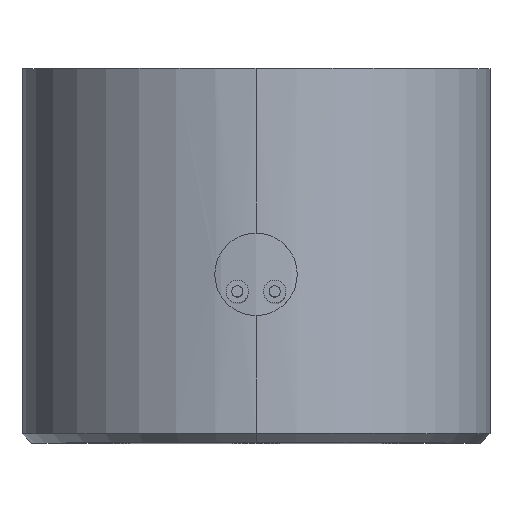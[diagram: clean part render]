
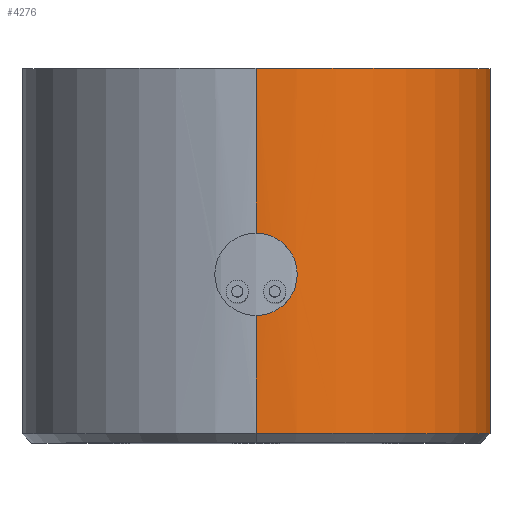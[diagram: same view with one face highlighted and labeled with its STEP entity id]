
A CAD part, top view. The second image highlights one B-rep face of the part: STEP entity #4276.
In plain terms, the highlighted cylindrical face has radius 12.5 mm (diameter 25 mm), a partial arc.
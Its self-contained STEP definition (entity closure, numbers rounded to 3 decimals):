
#198 = DIRECTION ( 'NONE',  ( 0., 0., 1. ) ) ;
#199 = AXIS2_PLACEMENT_3D ( 'NONE', #244, #233, #198 ) ;
#200 = CIRCLE ( 'NONE', #199, 12.5 ) ;
#233 = DIRECTION ( 'NONE',  ( 0., 1., 0. ) ) ;
#244 = CARTESIAN_POINT ( 'NONE',  ( 0., -19.5, 0. ) ) ;
#264 = CARTESIAN_POINT ( 'NONE',  ( 0., -19.5, -12.5 ) ) ;
#295 = CARTESIAN_POINT ( 'NONE',  ( 2.2, -11., 12.305 ) ) ;
#315 = CARTESIAN_POINT ( 'NONE',  ( 0., -20., -12.5 ) ) ;
#316 = LINE ( 'NONE', #315, #378 ) ;
#377 = DIRECTION ( 'NONE',  ( 0., 1., 0. ) ) ;
#378 = VECTOR ( 'NONE', #377, 1000. ) ;
#650 = CYLINDRICAL_SURFACE ( 'NONE', #657, 12.5 ) ;
#652 = DIRECTION ( 'NONE',  ( 0., 0., 1. ) ) ;
#654 = DIRECTION ( 'NONE',  ( 0., 1., 0. ) ) ;
#657 = AXIS2_PLACEMENT_3D ( 'NONE', #663, #654, #652 ) ;
#663 = CARTESIAN_POINT ( 'NONE',  ( 0., -20., 0. ) ) ;
#666 = DIRECTION ( 'NONE',  ( 0., 1., 0. ) ) ;
#673 = CARTESIAN_POINT ( 'NONE',  ( 0., -13.2, 12.5 ) ) ;
#678 = DIRECTION ( 'NONE',  ( 0., 0., 1. ) ) ;
#679 = AXIS2_PLACEMENT_3D ( 'NONE', #680, #790, #678 ) ;
#680 = CARTESIAN_POINT ( 'NONE',  ( 0., 0., 0. ) ) ;
#707 = B_SPLINE_CURVE_WITH_KNOTS ( 'NONE', 3,
 ( #708, #761, #760, #759, #758, #757, #756, #755, #754, #753, #752, #751, #750, #749, #748, #747, #746, #745 ),
 .UNSPECIFIED., .F., .F.,
 ( 4, 2, 2, 2, 2, 2, 2, 2, 4 ),
 ( 0.003, 0.004, 0.004, 0.005, 0.005, 0.006, 0.006, 0.006, 0.007 ),
 .UNSPECIFIED. ) ;
#708 = CARTESIAN_POINT ( 'NONE',  ( 2.2, -11., 12.305 ) ) ;
#722 = VECTOR ( 'NONE', #666, 1000. ) ;
#723 = CARTESIAN_POINT ( 'NONE',  ( 0., -20., 12.5 ) ) ;
#724 = LINE ( 'NONE', #723, #722 ) ;
#740 = FACE_OUTER_BOUND ( 'NONE', #4248, .T. ) ;
#745 = CARTESIAN_POINT ( 'NONE',  ( 0., -8.8, 12.5 ) ) ;
#746 = CARTESIAN_POINT ( 'NONE',  ( 0.144, -8.8, 12.5 ) ) ;
#747 = CARTESIAN_POINT ( 'NONE',  ( 0.29, -8.814, 12.497 ) ) ;
#748 = CARTESIAN_POINT ( 'NONE',  ( 0.572, -8.871, 12.488 ) ) ;
#749 = CARTESIAN_POINT ( 'NONE',  ( 0.709, -8.913, 12.481 ) ) ;
#750 = CARTESIAN_POINT ( 'NONE',  ( 0.975, -9.023, 12.463 ) ) ;
#751 = CARTESIAN_POINT ( 'NONE',  ( 1.104, -9.092, 12.452 ) ) ;
#752 = CARTESIAN_POINT ( 'NONE',  ( 1.342, -9.251, 12.428 ) ) ;
#753 = CARTESIAN_POINT ( 'NONE',  ( 1.453, -9.342, 12.416 ) ) ;
#754 = CARTESIAN_POINT ( 'NONE',  ( 1.658, -9.546, 12.39 ) ) ;
#755 = CARTESIAN_POINT ( 'NONE',  ( 1.749, -9.658, 12.377 ) ) ;
#756 = CARTESIAN_POINT ( 'NONE',  ( 1.908, -9.896, 12.354 ) ) ;
#757 = CARTESIAN_POINT ( 'NONE',  ( 1.977, -10.024, 12.343 ) ) ;
#758 = CARTESIAN_POINT ( 'NONE',  ( 2.087, -10.291, 12.325 ) ) ;
#759 = CARTESIAN_POINT ( 'NONE',  ( 2.129, -10.428, 12.317 ) ) ;
#760 = CARTESIAN_POINT ( 'NONE',  ( 2.186, -10.71, 12.307 ) ) ;
#761 = CARTESIAN_POINT ( 'NONE',  ( 2.2, -10.856, 12.305 ) ) ;
#763 = CIRCLE ( 'NONE', #679, 12.5 ) ;
#773 = CARTESIAN_POINT ( 'NONE',  ( 0., 0., -12.5 ) ) ;
#790 = DIRECTION ( 'NONE',  ( 0., 1., 0. ) ) ;
#805 = CARTESIAN_POINT ( 'NONE',  ( 0., 0., 12.5 ) ) ;
#860 = CARTESIAN_POINT ( 'NONE',  ( 0.977, -12.976, 12.462 ) ) ;
#861 = CARTESIAN_POINT ( 'NONE',  ( 0.71, -13.087, 12.481 ) ) ;
#870 = CARTESIAN_POINT ( 'NONE',  ( 0., -13.2, 12.5 ) ) ;
#882 = VECTOR ( 'NONE', #1035, 1000. ) ;
#883 = LINE ( 'NONE', #886, #882 ) ;
#885 = CARTESIAN_POINT ( 'NONE',  ( 2.2, -11., 12.305 ) ) ;
#886 = CARTESIAN_POINT ( 'NONE',  ( 0., -20., 12.5 ) ) ;
#915 = CARTESIAN_POINT ( 'NONE',  ( 0.571, -13.13, 12.488 ) ) ;
#916 = CARTESIAN_POINT ( 'NONE',  ( 0.289, -13.186, 12.497 ) ) ;
#917 = CARTESIAN_POINT ( 'NONE',  ( 0.146, -13.2, 12.5 ) ) ;
#938 = B_SPLINE_CURVE_WITH_KNOTS ( 'NONE', 3,
 ( #870, #917, #916, #915, #861, #860, #1017, #1016, #1015, #1020, #1019, #1018, #1005, #1004, #1003, #885 ),
 .UNSPECIFIED., .F., .F.,
 ( 4, 2, 2, 2, 2, 2, 2, 4 ),
 ( 0., 0., 0.001, 0.001, 0.002, 0.003, 0.003, 0.003 ),
 .UNSPECIFIED. ) ;
#1003 = CARTESIAN_POINT ( 'NONE',  ( 2.2, -11.144, 12.305 ) ) ;
#1004 = CARTESIAN_POINT ( 'NONE',  ( 2.186, -11.287, 12.307 ) ) ;
#1005 = CARTESIAN_POINT ( 'NONE',  ( 2.13, -11.571, 12.317 ) ) ;
#1015 = CARTESIAN_POINT ( 'NONE',  ( 1.455, -12.656, 12.415 ) ) ;
#1016 = CARTESIAN_POINT ( 'NONE',  ( 1.342, -12.749, 12.428 ) ) ;
#1017 = CARTESIAN_POINT ( 'NONE',  ( 1.103, -12.909, 12.452 ) ) ;
#1018 = CARTESIAN_POINT ( 'NONE',  ( 2.087, -11.71, 12.325 ) ) ;
#1019 = CARTESIAN_POINT ( 'NONE',  ( 1.923, -12.107, 12.352 ) ) ;
#1020 = CARTESIAN_POINT ( 'NONE',  ( 1.759, -12.352, 12.377 ) ) ;
#1023 = CARTESIAN_POINT ( 'NONE',  ( 0., -8.8, 12.5 ) ) ;
#1035 = DIRECTION ( 'NONE',  ( 0., 1., 0. ) ) ;
#2510 = CARTESIAN_POINT ( 'NONE',  ( 0., -19.5, 12.5 ) ) ;
#4125 = EDGE_CURVE ( 'NONE', #6585, #4197, #200, .T. ) ;
#4197 = VERTEX_POINT ( 'NONE', #264 ) ;
#4205 = VERTEX_POINT ( 'NONE', #295 ) ;
#4223 = ORIENTED_EDGE ( 'NONE', *, *, #4329, .F. ) ;
#4224 = EDGE_CURVE ( 'NONE', #4197, #4323, #316, .T. ) ;
#4225 = ORIENTED_EDGE ( 'NONE', *, *, #4244, .F. ) ;
#4244 = EDGE_CURVE ( 'NONE', #4266, #4323, #763, .T. ) ;
#4247 = ORIENTED_EDGE ( 'NONE', *, *, #4224, .T. ) ;
#4248 = EDGE_LOOP ( 'NONE', ( #4269, #4247, #4225, #4277, #4280, #4223, #4273 ) ) ;
#4249 = EDGE_CURVE ( 'NONE', #4205, #4336, #707, .T. ) ;
#4266 = VERTEX_POINT ( 'NONE', #805 ) ;
#4269 = ORIENTED_EDGE ( 'NONE', *, *, #4125, .T. ) ;
#4271 = EDGE_CURVE ( 'NONE', #6585, #4292, #724, .T. ) ;
#4273 = ORIENTED_EDGE ( 'NONE', *, *, #4271, .F. ) ;
#4276 = ADVANCED_FACE ( 'NONE', ( #740 ), #650, .T. ) ;
#4277 = ORIENTED_EDGE ( 'NONE', *, *, #4330, .F. ) ;
#4280 = ORIENTED_EDGE ( 'NONE', *, *, #4249, .F. ) ;
#4292 = VERTEX_POINT ( 'NONE', #673 ) ;
#4323 = VERTEX_POINT ( 'NONE', #773 ) ;
#4329 = EDGE_CURVE ( 'NONE', #4292, #4205, #938, .T. ) ;
#4330 = EDGE_CURVE ( 'NONE', #4336, #4266, #883, .T. ) ;
#4336 = VERTEX_POINT ( 'NONE', #1023 ) ;
#6585 = VERTEX_POINT ( 'NONE', #2510 ) ;
